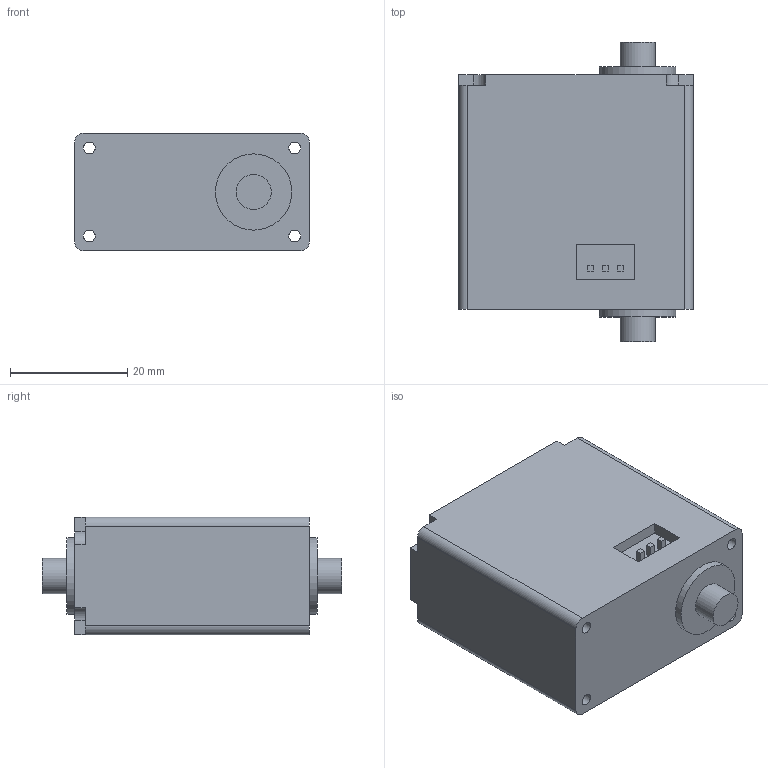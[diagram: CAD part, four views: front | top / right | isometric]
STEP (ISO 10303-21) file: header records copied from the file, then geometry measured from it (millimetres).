
FILE_DESCRIPTION(/* description */ ('STEP AP214'),/* implementation_level */ '2;1');
FILE_NAME(/* name */ '685044ed00cc853bb40b8d50',/* time_stamp */ '2025-06-16T16:23:10Z',/* author */ (''),/* organization */ (''),/* preprocessor_version */ 'ST-DEVELOPER v20',/* originating_system */ 'ONSHAPE BY PTC INC, 1.199',/* authorisation */ ' ');
FILE_SCHEMA (('AUTOMOTIVE_DESIGN {1 0 10303 214 3 1 1}'));
Length unit declared in the file: metre
Products named in the file (1): Servo SC15
Bounding box: 40 x 51.1 x 20 mm (x, y, z)
Volume: 31772.1 mm3; surface area: 7580.6 mm2
Topology: 1 solids, 1 shells, 58 faces, 144 edges, 96 vertices
Faces by surface type: plane 42, cylinder 16
Full cylindrical faces by diameter (mm): 2 x4, 6 x2, 13 x2
Entity records: 1726 total; most frequent: CARTESIAN_POINT 291, DIRECTION 286, ORIENTED_EDGE 272, EDGE_CURVE 136, LINE 104, VECTOR 104, VERTEX_POINT 96, AXIS2_PLACEMENT_3D 91
